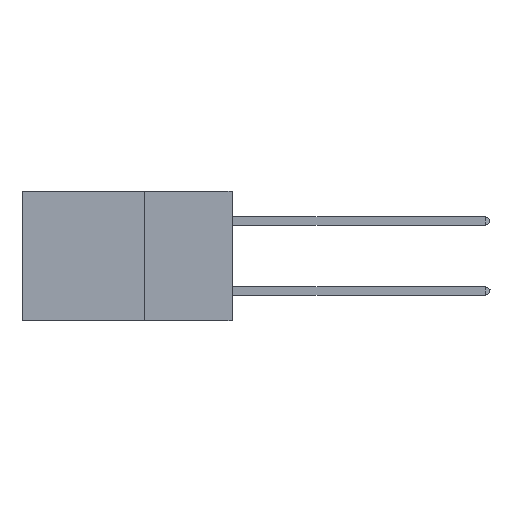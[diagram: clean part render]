
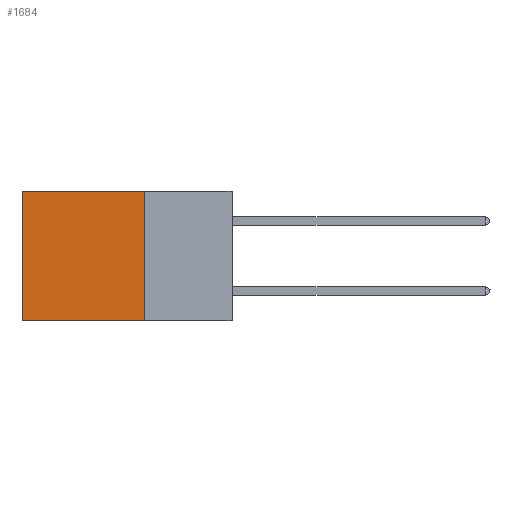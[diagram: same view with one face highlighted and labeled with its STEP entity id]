
A CAD part, left-side view. The second image highlights one B-rep face of the part: STEP entity #1684.
In plain terms, the highlighted planar face has unit normal (-1, 0, 0).
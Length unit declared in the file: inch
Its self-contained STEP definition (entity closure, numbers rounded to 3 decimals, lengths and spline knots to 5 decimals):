
#596 = ORIENTED_EDGE ( 'NONE', *, *, #11219, .F. ) ;
#669 = AXIS2_PLACEMENT_3D ( 'NONE', #5172, #13912, #9044 ) ;
#712 = ORIENTED_EDGE ( 'NONE', *, *, #5192, .T. ) ;
#893 = DIRECTION ( 'NONE',  ( 0., 0., -1. ) ) ;
#1124 = CARTESIAN_POINT ( 'NONE',  ( 0.2875, 0.25, 0. ) ) ;
#1572 = CARTESIAN_POINT ( 'NONE',  ( 0.2875, 0.25, -0.37 ) ) ;
#1684 = ADVANCED_FACE ( 'NONE', ( #5410 ), #10394, .F. ) ;
#2414 = EDGE_CURVE ( 'NONE', #16482, #6366, #16688, .T. ) ;
#3815 = VERTEX_POINT ( 'NONE', #9384 ) ;
#4893 = ORIENTED_EDGE ( 'NONE', *, *, #5037, .T. ) ;
#5037 = EDGE_CURVE ( 'NONE', #3815, #15800, #8119, .T. ) ;
#5172 = CARTESIAN_POINT ( 'NONE',  ( 0.2875, 0.25, 0. ) ) ;
#5192 = EDGE_CURVE ( 'NONE', #16482, #3815, #15445, .T. ) ;
#5410 = FACE_OUTER_BOUND ( 'NONE', #8028, .T. ) ;
#5910 = CARTESIAN_POINT ( 'NONE',  ( 0.2875, 0.6, -0.37 ) ) ;
#6179 = VECTOR ( 'NONE', #893, 39.37008 ) ;
#6366 = VERTEX_POINT ( 'NONE', #15388 ) ;
#8028 = EDGE_LOOP ( 'NONE', ( #4893, #596, #15103, #712 ) ) ;
#8119 = LINE ( 'NONE', #12559, #11160 ) ;
#8448 = VECTOR ( 'NONE', #10773, 39.37008 ) ;
#8725 = VECTOR ( 'NONE', #10528, 39.37008 ) ;
#9044 = DIRECTION ( 'NONE',  ( 0., 0., -1. ) ) ;
#9384 = CARTESIAN_POINT ( 'NONE',  ( 0.2875, 0.6, 0. ) ) ;
#10394 = PLANE ( 'NONE',  #669 ) ;
#10528 = DIRECTION ( 'NONE',  ( 0., 1., 0. ) ) ;
#10773 = DIRECTION ( 'NONE',  ( 0., 1., 0. ) ) ;
#10785 = CARTESIAN_POINT ( 'NONE',  ( 0.2875, 0.25, 0. ) ) ;
#11160 = VECTOR ( 'NONE', #12474, 39.37008 ) ;
#11165 = CARTESIAN_POINT ( 'NONE',  ( 0.2875, 0.25, 0. ) ) ;
#11219 = EDGE_CURVE ( 'NONE', #6366, #15800, #14782, .T. ) ;
#12474 = DIRECTION ( 'NONE',  ( 0., 0., -1. ) ) ;
#12559 = CARTESIAN_POINT ( 'NONE',  ( 0.2875, 0.6, 0. ) ) ;
#13912 = DIRECTION ( 'NONE',  ( 1., 0., 0. ) ) ;
#14782 = LINE ( 'NONE', #1572, #8448 ) ;
#15103 = ORIENTED_EDGE ( 'NONE', *, *, #2414, .F. ) ;
#15388 = CARTESIAN_POINT ( 'NONE',  ( 0.2875, 0.25, -0.37 ) ) ;
#15445 = LINE ( 'NONE', #10785, #8725 ) ;
#15800 = VERTEX_POINT ( 'NONE', #5910 ) ;
#16482 = VERTEX_POINT ( 'NONE', #11165 ) ;
#16688 = LINE ( 'NONE', #1124, #6179 ) ;
